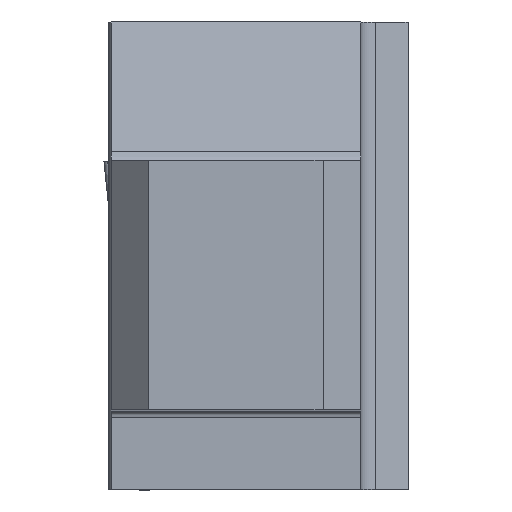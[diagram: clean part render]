
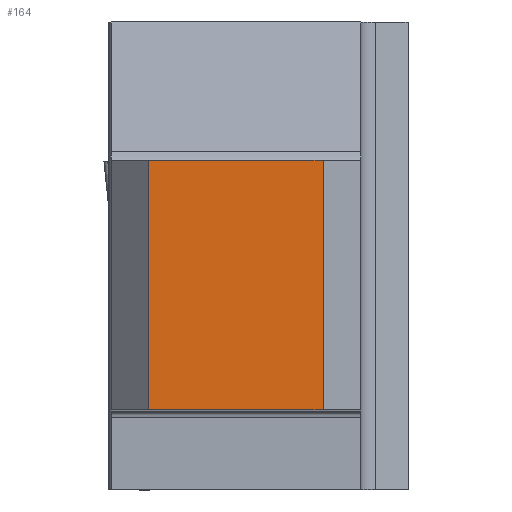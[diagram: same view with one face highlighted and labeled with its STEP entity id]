
A CAD part, top view. The second image highlights one B-rep face of the part: STEP entity #164.
In plain terms, the highlighted planar face has unit normal (0, 0, 1).
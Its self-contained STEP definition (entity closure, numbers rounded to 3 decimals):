
#164=ADVANCED_FACE('CU_BACK_SU1',(#277),#225,.F.);
#225=PLANE('',#1428);
#277=FACE_OUTER_BOUND('',#341,.T.);
#341=EDGE_LOOP('',(#499,#500,#501,#502));
#499=ORIENTED_EDGE('',*,*,#942,.F.);
#500=ORIENTED_EDGE('',*,*,#943,.T.);
#501=ORIENTED_EDGE('',*,*,#944,.T.);
#502=ORIENTED_EDGE('',*,*,#940,.F.);
#803=VERTEX_POINT('',#1976);
#804=VERTEX_POINT('',#1978);
#805=VERTEX_POINT('',#1982);
#806=VERTEX_POINT('',#1984);
#940=EDGE_CURVE('',#803,#804,#1107,.T.);
#942=EDGE_CURVE('',#805,#803,#1109,.T.);
#943=EDGE_CURVE('',#805,#806,#1110,.T.);
#944=EDGE_CURVE('',#806,#804,#1111,.T.);
#1107=LINE('',#1977,#1252);
#1109=LINE('',#1981,#1254);
#1110=LINE('',#1983,#1255);
#1111=LINE('',#1985,#1256);
#1252=VECTOR('',#1612,1.);
#1254=VECTOR('',#1616,1.);
#1255=VECTOR('',#1617,1.);
#1256=VECTOR('',#1618,1.);
#1428=AXIS2_PLACEMENT_3D('',#1986,#1619,#1620);
#1612=DIRECTION('',(1.,0.,0.));
#1616=DIRECTION('',(0.,1.,0.));
#1617=DIRECTION('',(1.,0.,0.));
#1618=DIRECTION('',(0.,1.,0.));
#1619=DIRECTION('',(0.,0.,-1.));
#1620=DIRECTION('',(-1.,0.,0.));
#1976=CARTESIAN_POINT('',(-16.925,19.925,0.));
#1977=CARTESIAN_POINT('',(-110.,19.925,0.));
#1978=CARTESIAN_POINT('',(-3.,19.925,0.));
#1981=CARTESIAN_POINT('',(-16.925,0.,0.));
#1982=CARTESIAN_POINT('',(-16.925,0.,0.));
#1983=CARTESIAN_POINT('',(-110.,0.,0.));
#1984=CARTESIAN_POINT('',(-3.,0.,0.));
#1985=CARTESIAN_POINT('',(-3.,0.,0.));
#1986=CARTESIAN_POINT('',(22.996,39.925,0.));
